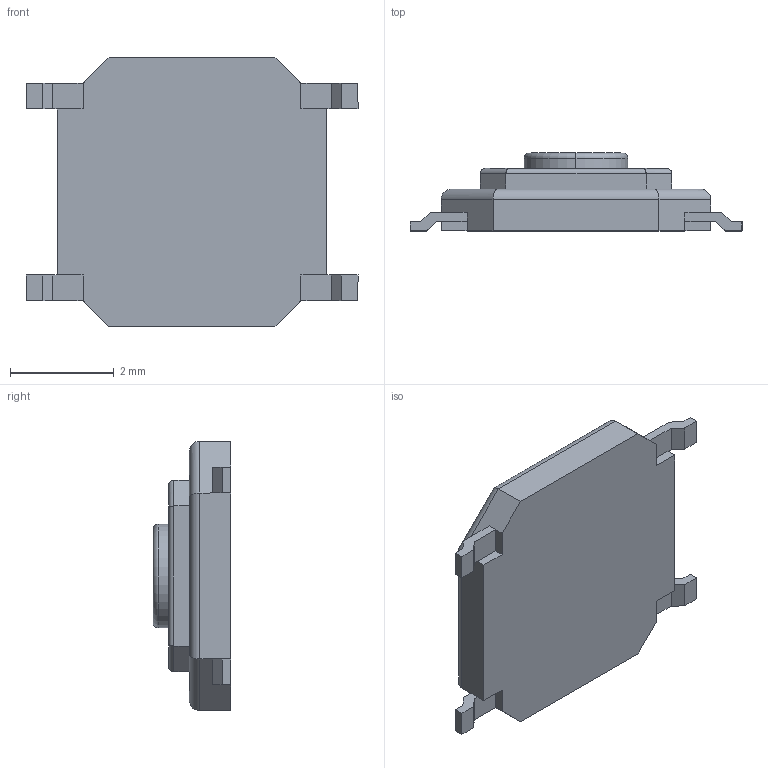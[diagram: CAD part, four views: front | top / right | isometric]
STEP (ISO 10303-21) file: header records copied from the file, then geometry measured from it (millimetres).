
FILE_DESCRIPTION (( 'STEP AP214' ), '1' );
FILE_NAME ('B2EBFBBD-6773-4F8B-8BFD-60753222B747.STEP', '2025-04-02T03:11:16', ( '' ), ( '' ), 'SwSTEP 2.0', 'SolidWorks 2022', '' );
FILE_SCHEMA (( 'AUTOMOTIVE_DESIGN' ));
Length unit declared in the file: millimetre
Products named in the file (1): B2EBFBBD-6773-4F8B-8BFD-60753222B747
Bounding box: 6.4 x 1.5 x 5.2 mm (x, y, z)
Volume: 26.3 mm3; surface area: 74.8 mm2
Topology: 1 solids, 1 shells, 84 faces, 210 edges, 130 vertices
Faces by surface type: plane 64, cylinder 18, torus 2
Entity records: 2687 total; most frequent: CARTESIAN_POINT 473, ORIENTED_EDGE 420, DIRECTION 372, EDGE_CURVE 210, VECTOR 186, LINE 186, VERTEX_POINT 130, AXIS2_PLACEMENT_3D 93
